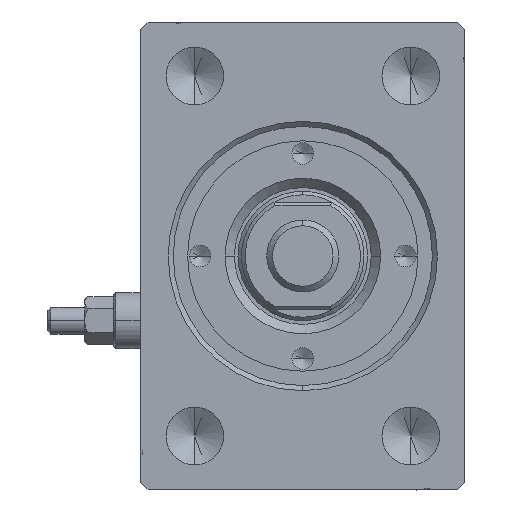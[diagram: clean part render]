
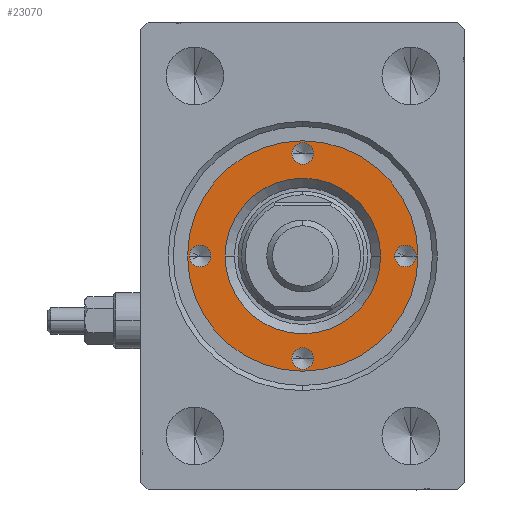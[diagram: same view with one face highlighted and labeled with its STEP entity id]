
A CAD part, left-side view. The second image highlights one B-rep face of the part: STEP entity #23070.
In plain terms, the highlighted face is planar.
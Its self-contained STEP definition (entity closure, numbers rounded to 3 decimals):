
#842 = DIRECTION ( 'NONE',  ( 1., 0., 0. ) ) ;
#1274 = EDGE_CURVE ( 'NONE', #30615, #31657, #30663, .T. ) ;
#1823 = CIRCLE ( 'NONE', #15748, 1.5 ) ;
#1847 = ORIENTED_EDGE ( 'NONE', *, *, #5007, .F. ) ;
#2360 = EDGE_LOOP ( 'NONE', ( #1847, #39137 ) ) ;
#3070 = ORIENTED_EDGE ( 'NONE', *, *, #35405, .F. ) ;
#3157 = DIRECTION ( 'NONE',  ( 0., 0., 1. ) ) ;
#3170 = ORIENTED_EDGE ( 'NONE', *, *, #14069, .F. ) ;
#5007 = EDGE_CURVE ( 'NONE', #33976, #15676, #19788, .T. ) ;
#5121 = ORIENTED_EDGE ( 'NONE', *, *, #20155, .F. ) ;
#5165 = DIRECTION ( 'NONE',  ( 1., 0., 0. ) ) ;
#5382 = CARTESIAN_POINT ( 'NONE',  ( -1.5, 14.25, 7. ) ) ;
#5606 = CARTESIAN_POINT ( 'NONE',  ( 15.75, 0., 7. ) ) ;
#6474 = AXIS2_PLACEMENT_3D ( 'NONE', #40776, #22626, #5165 ) ;
#6894 = DIRECTION ( 'NONE',  ( 0., 0., 1. ) ) ;
#8153 = DIRECTION ( 'NONE',  ( 0., 0., -1. ) ) ;
#8506 = CIRCLE ( 'NONE', #15847, 10.8 ) ;
#8608 = FACE_BOUND ( 'NONE', #12800, .T. ) ;
#9520 = VERTEX_POINT ( 'NONE', #24455 ) ;
#9845 = CIRCLE ( 'NONE', #19396, 1.5 ) ;
#10179 = DIRECTION ( 'NONE',  ( 0., 0., 1. ) ) ;
#10722 = EDGE_CURVE ( 'NONE', #37343, #20288, #32513, .T. ) ;
#10769 = CIRCLE ( 'NONE', #40133, 1.5 ) ;
#10777 = DIRECTION ( 'NONE',  ( 0., 0., 1. ) ) ;
#10847 = AXIS2_PLACEMENT_3D ( 'NONE', #16655, #44906, #41691 ) ;
#12155 = CARTESIAN_POINT ( 'NONE',  ( 10.8, 0., 7. ) ) ;
#12516 = FACE_BOUND ( 'NONE', #34794, .T. ) ;
#12672 = AXIS2_PLACEMENT_3D ( 'NONE', #28261, #6894, #31698 ) ;
#12800 = EDGE_LOOP ( 'NONE', ( #3170, #3070 ) ) ;
#13059 = ORIENTED_EDGE ( 'NONE', *, *, #10722, .F. ) ;
#13367 = AXIS2_PLACEMENT_3D ( 'NONE', #42490, #10777, #31680 ) ;
#14069 = EDGE_CURVE ( 'NONE', #33485, #21442, #18679, .T. ) ;
#14465 = EDGE_CURVE ( 'NONE', #34264, #9520, #16505, .T. ) ;
#14980 = ORIENTED_EDGE ( 'NONE', *, *, #24883, .T. ) ;
#15676 = VERTEX_POINT ( 'NONE', #5382 ) ;
#15748 = AXIS2_PLACEMENT_3D ( 'NONE', #22323, #28991, #18877 ) ;
#15847 = AXIS2_PLACEMENT_3D ( 'NONE', #39188, #8153, #42851 ) ;
#15948 = FACE_BOUND ( 'NONE', #31108, .T. ) ;
#16505 = CIRCLE ( 'NONE', #19469, 1.5 ) ;
#16655 = CARTESIAN_POINT ( 'NONE',  ( 0., 0., 7. ) ) ;
#18182 = VERTEX_POINT ( 'NONE', #38657 ) ;
#18679 = CIRCLE ( 'NONE', #23839, 1.5 ) ;
#18877 = DIRECTION ( 'NONE',  ( 1., 0., 0. ) ) ;
#19396 = AXIS2_PLACEMENT_3D ( 'NONE', #27745, #3157, #41755 ) ;
#19469 = AXIS2_PLACEMENT_3D ( 'NONE', #32316, #31871, #842 ) ;
#19788 = CIRCLE ( 'NONE', #13367, 1.5 ) ;
#20097 = EDGE_CURVE ( 'NONE', #20288, #37343, #42331, .T. ) ;
#20155 = EDGE_CURVE ( 'NONE', #9520, #34264, #10769, .T. ) ;
#20288 = VERTEX_POINT ( 'NONE', #30805 ) ;
#20642 = CARTESIAN_POINT ( 'NONE',  ( 0., 0., 7. ) ) ;
#20764 = VERTEX_POINT ( 'NONE', #12155 ) ;
#21442 = VERTEX_POINT ( 'NONE', #32609 ) ;
#22323 = CARTESIAN_POINT ( 'NONE',  ( 0., 14.25, 7. ) ) ;
#22594 = ORIENTED_EDGE ( 'NONE', *, *, #1274, .T. ) ;
#22626 = DIRECTION ( 'NONE',  ( 0., 0., 1. ) ) ;
#23070 = ADVANCED_FACE ( 'NONE', ( #33191, #33860, #8608, #12516, #15948, #29750 ), #26313, .T. ) ;
#23289 = CARTESIAN_POINT ( 'NONE',  ( -14.25, 0., 7. ) ) ;
#23435 = DIRECTION ( 'NONE',  ( 0., 0., -1. ) ) ;
#23839 = AXIS2_PLACEMENT_3D ( 'NONE', #25338, #31527, #35202 ) ;
#24392 = ORIENTED_EDGE ( 'NONE', *, *, #43507, .T. ) ;
#24455 = CARTESIAN_POINT ( 'NONE',  ( 1.5, -14.25, 7. ) ) ;
#24883 = EDGE_CURVE ( 'NONE', #18182, #20764, #31431, .T. ) ;
#25113 = DIRECTION ( 'NONE',  ( 0., 0., 1. ) ) ;
#25338 = CARTESIAN_POINT ( 'NONE',  ( 14.25, 0., 7. ) ) ;
#25949 = ORIENTED_EDGE ( 'NONE', *, *, #14465, .F. ) ;
#26313 = PLANE ( 'NONE',  #6474 ) ;
#27179 = DIRECTION ( 'NONE',  ( 1., 0., 0. ) ) ;
#27406 = AXIS2_PLACEMENT_3D ( 'NONE', #23289, #45082, #27179 ) ;
#27745 = CARTESIAN_POINT ( 'NONE',  ( 14.25, 0., 7. ) ) ;
#28078 = CIRCLE ( 'NONE', #12672, 16. ) ;
#28261 = CARTESIAN_POINT ( 'NONE',  ( 0., 0., 7. ) ) ;
#28991 = DIRECTION ( 'NONE',  ( 0., 0., 1. ) ) ;
#29750 = FACE_OUTER_BOUND ( 'NONE', #31566, .T. ) ;
#30231 = EDGE_CURVE ( 'NONE', #31657, #30615, #28078, .T. ) ;
#30615 = VERTEX_POINT ( 'NONE', #33467 ) ;
#30663 = CIRCLE ( 'NONE', #10847, 16. ) ;
#30769 = DIRECTION ( 'NONE',  ( 1., 0., 0. ) ) ;
#30805 = CARTESIAN_POINT ( 'NONE',  ( -12.75, 0., 7. ) ) ;
#30887 = ORIENTED_EDGE ( 'NONE', *, *, #30231, .T. ) ;
#31108 = EDGE_LOOP ( 'NONE', ( #24392, #14980 ) ) ;
#31431 = CIRCLE ( 'NONE', #35109, 10.8 ) ;
#31527 = DIRECTION ( 'NONE',  ( 0., 0., 1. ) ) ;
#31566 = EDGE_LOOP ( 'NONE', ( #22594, #30887 ) ) ;
#31657 = VERTEX_POINT ( 'NONE', #34240 ) ;
#31680 = DIRECTION ( 'NONE',  ( 1., 0., 0. ) ) ;
#31698 = DIRECTION ( 'NONE',  ( 1., 0., 0. ) ) ;
#31871 = DIRECTION ( 'NONE',  ( 0., 0., 1. ) ) ;
#32055 = AXIS2_PLACEMENT_3D ( 'NONE', #45325, #25113, #35214 ) ;
#32316 = CARTESIAN_POINT ( 'NONE',  ( 0., -14.25, 7. ) ) ;
#32513 = CIRCLE ( 'NONE', #27406, 1.5 ) ;
#32609 = CARTESIAN_POINT ( 'NONE',  ( 12.75, 0., 7. ) ) ;
#33191 = FACE_BOUND ( 'NONE', #43036, .T. ) ;
#33467 = CARTESIAN_POINT ( 'NONE',  ( -16., 0., 7. ) ) ;
#33485 = VERTEX_POINT ( 'NONE', #5606 ) ;
#33860 = FACE_BOUND ( 'NONE', #2360, .T. ) ;
#33976 = VERTEX_POINT ( 'NONE', #43127 ) ;
#34240 = CARTESIAN_POINT ( 'NONE',  ( 16., 0., 7. ) ) ;
#34264 = VERTEX_POINT ( 'NONE', #41935 ) ;
#34794 = EDGE_LOOP ( 'NONE', ( #5121, #25949 ) ) ;
#35109 = AXIS2_PLACEMENT_3D ( 'NONE', #20642, #23435, #30769 ) ;
#35202 = DIRECTION ( 'NONE',  ( 1., 0., 0. ) ) ;
#35214 = DIRECTION ( 'NONE',  ( 1., 0., 0. ) ) ;
#35405 = EDGE_CURVE ( 'NONE', #21442, #33485, #9845, .T. ) ;
#35675 = DIRECTION ( 'NONE',  ( 1., 0., 0. ) ) ;
#36175 = EDGE_CURVE ( 'NONE', #15676, #33976, #1823, .T. ) ;
#37343 = VERTEX_POINT ( 'NONE', #37889 ) ;
#37889 = CARTESIAN_POINT ( 'NONE',  ( -15.75, 0., 7. ) ) ;
#38657 = CARTESIAN_POINT ( 'NONE',  ( -10.8, 0., 7. ) ) ;
#39137 = ORIENTED_EDGE ( 'NONE', *, *, #36175, .F. ) ;
#39188 = CARTESIAN_POINT ( 'NONE',  ( 0., 0., 7. ) ) ;
#39756 = ORIENTED_EDGE ( 'NONE', *, *, #20097, .F. ) ;
#40133 = AXIS2_PLACEMENT_3D ( 'NONE', #41659, #10179, #35675 ) ;
#40776 = CARTESIAN_POINT ( 'NONE',  ( 0., 0., 7. ) ) ;
#41659 = CARTESIAN_POINT ( 'NONE',  ( 0., -14.25, 7. ) ) ;
#41691 = DIRECTION ( 'NONE',  ( 1., 0., 0. ) ) ;
#41755 = DIRECTION ( 'NONE',  ( 1., 0., 0. ) ) ;
#41935 = CARTESIAN_POINT ( 'NONE',  ( -1.5, -14.25, 7. ) ) ;
#42331 = CIRCLE ( 'NONE', #32055, 1.5 ) ;
#42490 = CARTESIAN_POINT ( 'NONE',  ( 0., 14.25, 7. ) ) ;
#42851 = DIRECTION ( 'NONE',  ( 1., 0., 0. ) ) ;
#43036 = EDGE_LOOP ( 'NONE', ( #39756, #13059 ) ) ;
#43127 = CARTESIAN_POINT ( 'NONE',  ( 1.5, 14.25, 7. ) ) ;
#43507 = EDGE_CURVE ( 'NONE', #20764, #18182, #8506, .T. ) ;
#44906 = DIRECTION ( 'NONE',  ( 0., 0., 1. ) ) ;
#45082 = DIRECTION ( 'NONE',  ( 0., 0., 1. ) ) ;
#45325 = CARTESIAN_POINT ( 'NONE',  ( -14.25, 0., 7. ) ) ;
